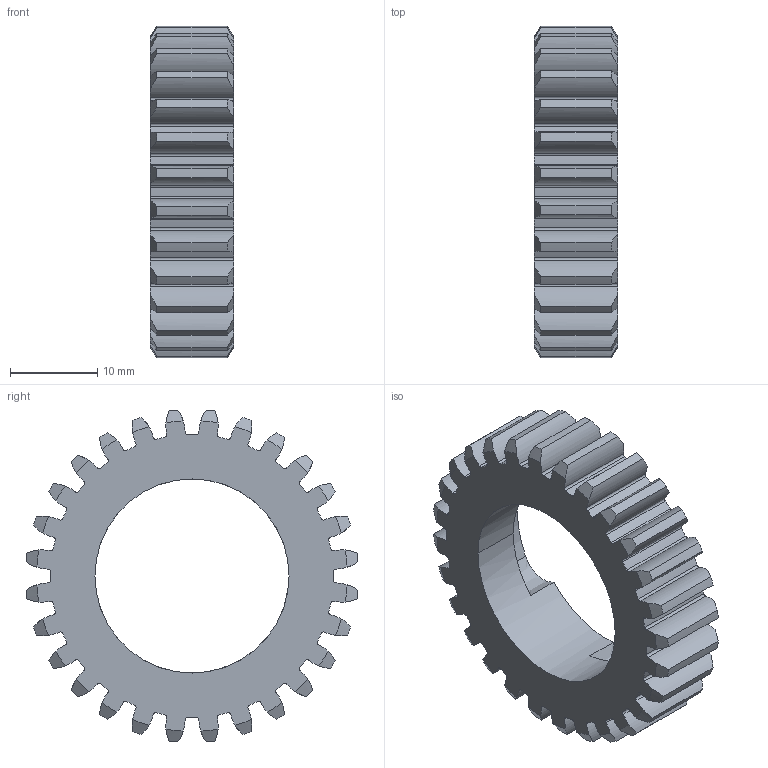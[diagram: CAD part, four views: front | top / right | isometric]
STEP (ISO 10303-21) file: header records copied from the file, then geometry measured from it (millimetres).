
FILE_DESCRIPTION((''),'2;1');
FILE_NAME('AM-0139.stp','2008-01-03T18:31:57',('Owner'),(''),'Autodesk Inventor (R) 6.0','Autodesk Inventor (R) 6.0','');
FILE_SCHEMA(('AUTOMOTIVE_DESIGN { 1 0 10303 214 1 1 1 1 }'));
Length unit declared in the file: inch
Products named in the file (1): AM-0139 Small Output Gear 28T
Bounding box: 9.53 x 37.96 x 37.96 mm (x, y, z)
Volume: 5111.4 mm3; surface area: 4054 mm2
Topology: 1 solids, 1 shells, 240 faces, 714 edges, 476 vertices
Faces by surface type: cylinder 173, cone 56, bspline 6, plane 5
Entity records: 9269 total; most frequent: CARTESIAN_POINT 2663, DIRECTION 1462, ORIENTED_EDGE 1428, EDGE_CURVE 714, AXIS2_PLACEMENT_3D 643, VERTEX_POINT 476, CIRCLE 408, EDGE_LOOP 242
